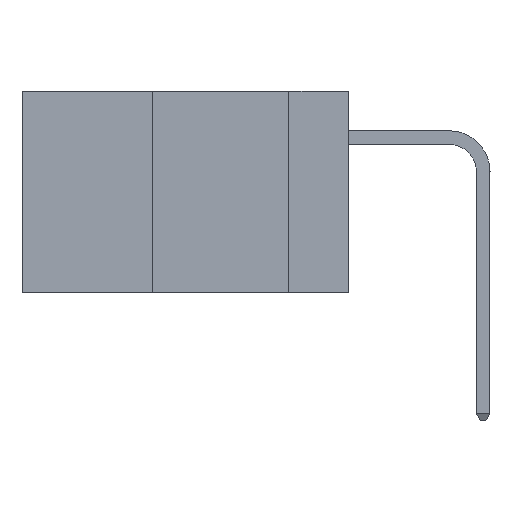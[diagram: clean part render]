
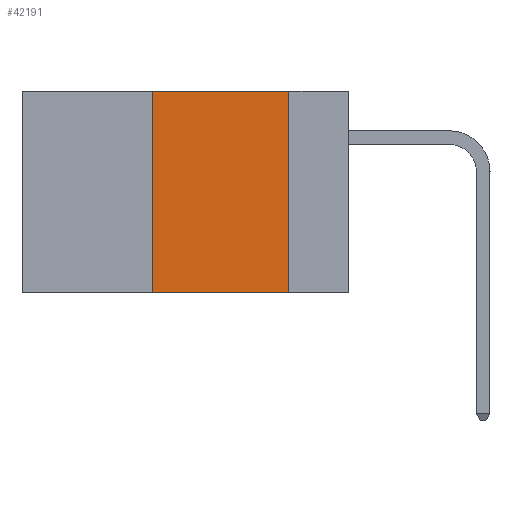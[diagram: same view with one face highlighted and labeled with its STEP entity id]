
A CAD part, left-side view. The second image highlights one B-rep face of the part: STEP entity #42191.
In plain terms, the highlighted planar face has unit normal (-1, 0, 0).
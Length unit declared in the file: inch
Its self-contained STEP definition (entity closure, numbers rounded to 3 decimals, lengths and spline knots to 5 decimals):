
#304 = EDGE_CURVE ( 'NONE', #21830, #22229, #9554, .T. ) ;
#1063 = ORIENTED_EDGE ( 'NONE', *, *, #33530, .F. ) ;
#1873 = CARTESIAN_POINT ( 'NONE',  ( 0., 0.36, 0. ) ) ;
#4334 = AXIS2_PLACEMENT_3D ( 'NONE', #41116, #30208, #33743 ) ;
#7452 = CARTESIAN_POINT ( 'NONE',  ( 0., 0.36, 0. ) ) ;
#9554 = LINE ( 'NONE', #45096, #35654 ) ;
#10341 = EDGE_CURVE ( 'NONE', #32863, #22229, #44331, .T. ) ;
#12701 = CARTESIAN_POINT ( 'NONE',  ( 0., 0.6, -0.37 ) ) ;
#16592 = DIRECTION ( 'NONE',  ( 0., -1., 0. ) ) ;
#17320 = CARTESIAN_POINT ( 'NONE',  ( 0., 0.11, -0.37 ) ) ;
#17352 = CARTESIAN_POINT ( 'NONE',  ( 0., 0.36, -0.37 ) ) ;
#18152 = ORIENTED_EDGE ( 'NONE', *, *, #304, .F. ) ;
#18397 = FACE_OUTER_BOUND ( 'NONE', #23588, .T. ) ;
#19755 = CARTESIAN_POINT ( 'NONE',  ( 0., 0.11, 0. ) ) ;
#21830 = VERTEX_POINT ( 'NONE', #19755 ) ;
#22229 = VERTEX_POINT ( 'NONE', #17320 ) ;
#23588 = EDGE_LOOP ( 'NONE', ( #18152, #38379, #1063, #37786 ) ) ;
#25339 = CARTESIAN_POINT ( 'NONE',  ( 0., 0.6, 0. ) ) ;
#25434 = VECTOR ( 'NONE', #16592, 39.37008 ) ;
#25799 = DIRECTION ( 'NONE',  ( 0., -1., 0. ) ) ;
#29986 = EDGE_CURVE ( 'NONE', #30584, #21830, #30959, .T. ) ;
#30208 = DIRECTION ( 'NONE',  ( 1., 0., 0. ) ) ;
#30584 = VERTEX_POINT ( 'NONE', #7452 ) ;
#30926 = DIRECTION ( 'NONE',  ( 0., 0., -1. ) ) ;
#30959 = LINE ( 'NONE', #25339, #41551 ) ;
#32863 = VERTEX_POINT ( 'NONE', #17352 ) ;
#33530 = EDGE_CURVE ( 'NONE', #32863, #30584, #37411, .T. ) ;
#33743 = DIRECTION ( 'NONE',  ( 0., 0., -1. ) ) ;
#35654 = VECTOR ( 'NONE', #30926, 39.37008 ) ;
#37411 = LINE ( 'NONE', #1873, #41282 ) ;
#37786 = ORIENTED_EDGE ( 'NONE', *, *, #10341, .T. ) ;
#38379 = ORIENTED_EDGE ( 'NONE', *, *, #29986, .F. ) ;
#41116 = CARTESIAN_POINT ( 'NONE',  ( 0., 0.6, 0. ) ) ;
#41282 = VECTOR ( 'NONE', #45390, 39.37008 ) ;
#41551 = VECTOR ( 'NONE', #25799, 39.37008 ) ;
#42191 = ADVANCED_FACE ( 'NONE', ( #18397 ), #44535, .F. ) ;
#44331 = LINE ( 'NONE', #12701, #25434 ) ;
#44535 = PLANE ( 'NONE',  #4334 ) ;
#45096 = CARTESIAN_POINT ( 'NONE',  ( 0., 0.11, 0. ) ) ;
#45390 = DIRECTION ( 'NONE',  ( 0., 0., 1. ) ) ;
